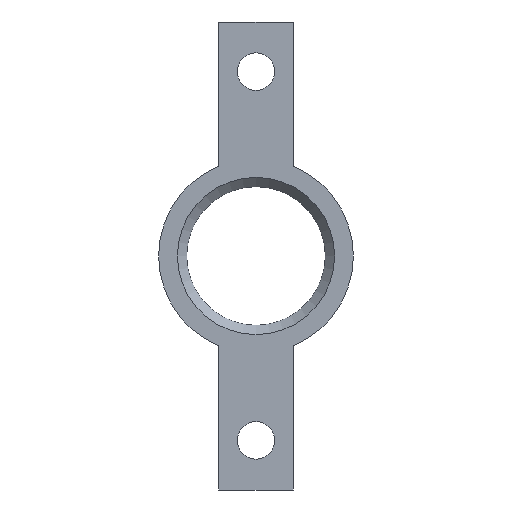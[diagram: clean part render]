
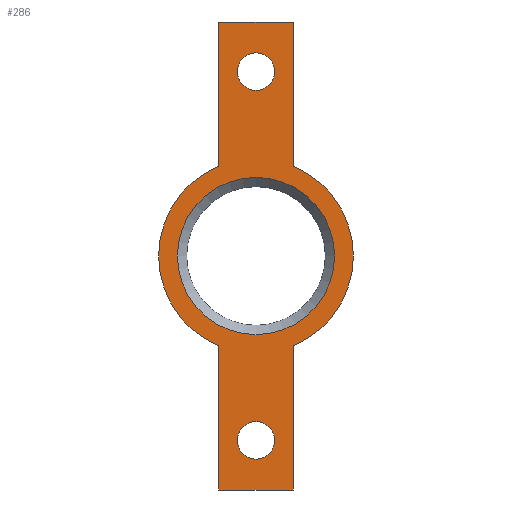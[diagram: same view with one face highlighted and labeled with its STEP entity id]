
A CAD part, front view. The second image highlights one B-rep face of the part: STEP entity #286.
In plain terms, the highlighted planar face has unit normal (0, -1, 0).
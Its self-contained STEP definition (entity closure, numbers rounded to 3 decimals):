
#34=FACE_BOUND('',#77,.T.);
#35=FACE_BOUND('',#78,.T.);
#36=FACE_BOUND('',#79,.T.);
#44=PLANE('',#331);
#59=FACE_OUTER_BOUND('',#76,.T.);
#76=EDGE_LOOP('',(#257,#258,#259,#260,#261,#262,#263,#264));
#77=EDGE_LOOP('',(#265));
#78=EDGE_LOOP('',(#266));
#79=EDGE_LOOP('',(#267));
#84=LINE('',#437,#108);
#88=LINE('',#445,#112);
#92=LINE('',#457,#116);
#95=LINE('',#463,#119);
#98=LINE('',#469,#122);
#102=LINE('',#480,#126);
#108=VECTOR('',#363,10.);
#112=VECTOR('',#369,10.);
#116=VECTOR('',#381,10.);
#119=VECTOR('',#386,10.);
#122=VECTOR('',#391,10.);
#126=VECTOR('',#403,10.);
#128=CIRCLE('',#308,1.);
#130=CIRCLE('',#311,1.);
#132=CIRCLE('',#314,4.2);
#135=CIRCLE('',#321,5.2);
#137=CIRCLE('',#327,5.2);
#140=VERTEX_POINT('',#413);
#142=VERTEX_POINT('',#419);
#144=VERTEX_POINT('',#425);
#147=VERTEX_POINT('',#435);
#148=VERTEX_POINT('',#436);
#151=VERTEX_POINT('',#444);
#153=VERTEX_POINT('',#450);
#155=VERTEX_POINT('',#456);
#157=VERTEX_POINT('',#462);
#159=VERTEX_POINT('',#468);
#161=VERTEX_POINT('',#474);
#163=EDGE_CURVE('',#140,#140,#128,.T.);
#166=EDGE_CURVE('',#142,#142,#130,.T.);
#169=EDGE_CURVE('',#144,#144,#132,.T.);
#174=EDGE_CURVE('',#147,#148,#84,.T.);
#178=EDGE_CURVE('',#151,#147,#88,.T.);
#181=EDGE_CURVE('',#153,#151,#135,.T.);
#184=EDGE_CURVE('',#155,#153,#92,.T.);
#187=EDGE_CURVE('',#157,#155,#95,.T.);
#190=EDGE_CURVE('',#159,#157,#98,.T.);
#193=EDGE_CURVE('',#161,#159,#137,.T.);
#196=EDGE_CURVE('',#148,#161,#102,.T.);
#257=ORIENTED_EDGE('',*,*,#196,.F.);
#258=ORIENTED_EDGE('',*,*,#174,.F.);
#259=ORIENTED_EDGE('',*,*,#178,.F.);
#260=ORIENTED_EDGE('',*,*,#181,.F.);
#261=ORIENTED_EDGE('',*,*,#184,.F.);
#262=ORIENTED_EDGE('',*,*,#187,.F.);
#263=ORIENTED_EDGE('',*,*,#190,.F.);
#264=ORIENTED_EDGE('',*,*,#193,.F.);
#265=ORIENTED_EDGE('',*,*,#163,.T.);
#266=ORIENTED_EDGE('',*,*,#166,.T.);
#267=ORIENTED_EDGE('',*,*,#169,.T.);
#286=ADVANCED_FACE('',(#59,#34,#35,#36),#44,.F.);
#308=AXIS2_PLACEMENT_3D('',#414,#337,#338);
#311=AXIS2_PLACEMENT_3D('',#420,#344,#345);
#314=AXIS2_PLACEMENT_3D('',#426,#351,#352);
#321=AXIS2_PLACEMENT_3D('',#451,#374,#375);
#327=AXIS2_PLACEMENT_3D('',#475,#396,#397);
#331=AXIS2_PLACEMENT_3D('',#483,#407,#408);
#337=DIRECTION('center_axis',(0.,1.,0.));
#338=DIRECTION('ref_axis',(-1.,0.,0.));
#344=DIRECTION('center_axis',(0.,1.,0.));
#345=DIRECTION('ref_axis',(-1.,0.,0.));
#351=DIRECTION('center_axis',(0.,1.,0.));
#352=DIRECTION('ref_axis',(-1.,0.,0.));
#363=DIRECTION('',(1.,0.,0.));
#369=DIRECTION('',(0.,0.,1.));
#374=DIRECTION('center_axis',(0.,1.,0.));
#375=DIRECTION('ref_axis',(-1.,0.,0.));
#381=DIRECTION('',(0.,0.,1.));
#386=DIRECTION('',(-1.,0.,0.));
#391=DIRECTION('',(0.,0.,-1.));
#396=DIRECTION('center_axis',(0.,1.,0.));
#397=DIRECTION('ref_axis',(-1.,0.,0.));
#403=DIRECTION('',(0.,0.,-1.));
#407=DIRECTION('center_axis',(0.,1.,0.));
#408=DIRECTION('ref_axis',(0.,0.,1.));
#413=CARTESIAN_POINT('',(1.,0.,-9.85));
#414=CARTESIAN_POINT('Origin',(0.,0.,-9.85));
#419=CARTESIAN_POINT('',(1.,0.,9.85));
#420=CARTESIAN_POINT('Origin',(0.,0.,9.85));
#425=CARTESIAN_POINT('',(4.2,0.,0.));
#426=CARTESIAN_POINT('Origin',(0.,0.,0.));
#435=CARTESIAN_POINT('',(-2.,0.,12.5));
#436=CARTESIAN_POINT('',(2.,0.,12.5));
#437=CARTESIAN_POINT('',(-2.,0.,12.5));
#444=CARTESIAN_POINT('',(-2.,0.,4.8));
#445=CARTESIAN_POINT('',(-2.,0.,-12.5));
#450=CARTESIAN_POINT('',(-2.,0.,-4.8));
#451=CARTESIAN_POINT('Origin',(0.,0.,0.));
#456=CARTESIAN_POINT('',(-2.,0.,-12.5));
#457=CARTESIAN_POINT('',(-2.,0.,-12.5));
#462=CARTESIAN_POINT('',(2.,0.,-12.5));
#463=CARTESIAN_POINT('',(2.,0.,-12.5));
#468=CARTESIAN_POINT('',(2.,0.,-4.8));
#469=CARTESIAN_POINT('',(2.,0.,12.5));
#474=CARTESIAN_POINT('',(2.,0.,4.8));
#475=CARTESIAN_POINT('Origin',(0.,0.,0.));
#480=CARTESIAN_POINT('',(2.,0.,12.5));
#483=CARTESIAN_POINT('Origin',(0.,0.,0.));
